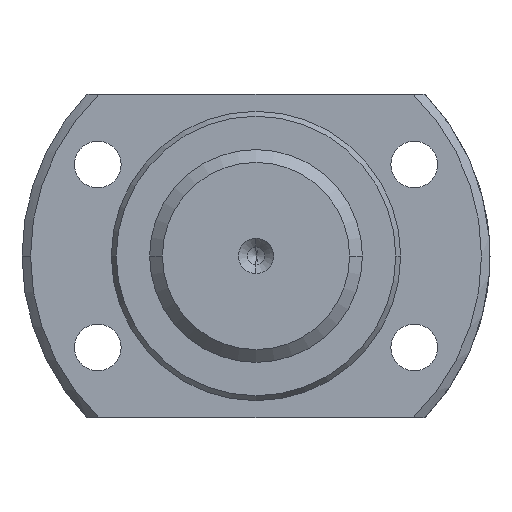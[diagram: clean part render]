
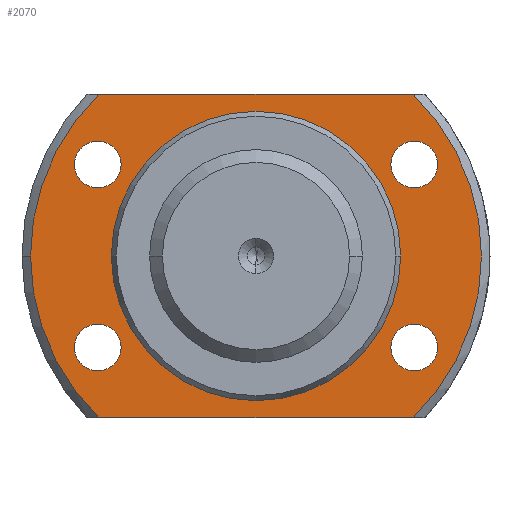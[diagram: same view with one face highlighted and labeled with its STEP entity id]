
A CAD part, left-side view. The second image highlights one B-rep face of the part: STEP entity #2070.
In plain terms, the highlighted planar face has unit normal (-1, 0, 0).
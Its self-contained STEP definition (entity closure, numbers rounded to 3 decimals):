
#21 = CIRCLE ( 'NONE', #2463, 26.5 ) ;
#60 = DIRECTION ( 'NONE',  ( 1., 0., 0. ) ) ;
#64 = VERTEX_POINT ( 'NONE', #2630 ) ;
#69 = EDGE_LOOP ( 'NONE', ( #3161, #1941, #973, #1889, #1307 ) ) ;
#88 = EDGE_CURVE ( 'NONE', #1515, #3094, #1108, .T. ) ;
#111 = CARTESIAN_POINT ( 'NONE',  ( 12.5, 18.473, -19. ) ) ;
#192 = VECTOR ( 'NONE', #1540, 1000. ) ;
#196 = ORIENTED_EDGE ( 'NONE', *, *, #3196, .T. ) ;
#203 = CIRCLE ( 'NONE', #1706, 2.75 ) ;
#219 = DIRECTION ( 'NONE',  ( 0., 1., 0. ) ) ;
#250 = CIRCLE ( 'NONE', #718, 2.75 ) ;
#253 = CARTESIAN_POINT ( 'NONE',  ( 12.5, 0., 0. ) ) ;
#262 = CARTESIAN_POINT ( 'NONE',  ( 12.5, -18.6, 10.75 ) ) ;
#269 = LINE ( 'NONE', #2046, #1187 ) ;
#323 = FACE_BOUND ( 'NONE', #1317, .T. ) ;
#376 = CARTESIAN_POINT ( 'NONE',  ( 12.5, -15.85, -10.75 ) ) ;
#386 = ORIENTED_EDGE ( 'NONE', *, *, #884, .T. ) ;
#391 = AXIS2_PLACEMENT_3D ( 'NONE', #2944, #1006, #2680 ) ;
#405 = AXIS2_PLACEMENT_3D ( 'NONE', #911, #1895, #2916 ) ;
#422 = EDGE_CURVE ( 'NONE', #2402, #64, #21, .T. ) ;
#453 = CARTESIAN_POINT ( 'NONE',  ( 12.5, 21.35, 10.75 ) ) ;
#461 = CIRCLE ( 'NONE', #405, 2.75 ) ;
#527 = DIRECTION ( 'NONE',  ( 0., 1., 0. ) ) ;
#533 = DIRECTION ( 'NONE',  ( 0., 1., 0. ) ) ;
#566 = ORIENTED_EDGE ( 'NONE', *, *, #2133, .T. ) ;
#626 = CARTESIAN_POINT ( 'NONE',  ( 12.5, 15.85, 10.75 ) ) ;
#632 = VERTEX_POINT ( 'NONE', #812 ) ;
#685 = CARTESIAN_POINT ( 'NONE',  ( 12.5, -15.85, 10.75 ) ) ;
#718 = AXIS2_PLACEMENT_3D ( 'NONE', #1543, #2291, #3183 ) ;
#728 = DIRECTION ( 'NONE',  ( 1., 0., 0. ) ) ;
#732 = VERTEX_POINT ( 'NONE', #2407 ) ;
#744 = EDGE_CURVE ( 'NONE', #732, #2910, #756, .T. ) ;
#755 = DIRECTION ( 'NONE',  ( 0., -1., 0. ) ) ;
#756 = CIRCLE ( 'NONE', #963, 17. ) ;
#811 = FACE_OUTER_BOUND ( 'NONE', #69, .T. ) ;
#812 = CARTESIAN_POINT ( 'NONE',  ( 12.5, -21.35, 10.75 ) ) ;
#843 = VERTEX_POINT ( 'NONE', #1712 ) ;
#845 = DIRECTION ( 'NONE',  ( 0., 1., 0. ) ) ;
#860 = ORIENTED_EDGE ( 'NONE', *, *, #88, .T. ) ;
#873 = DIRECTION ( 'NONE',  ( 0., 1., 0. ) ) ;
#884 = EDGE_CURVE ( 'NONE', #843, #1354, #1640, .T. ) ;
#911 = CARTESIAN_POINT ( 'NONE',  ( 12.5, 18.6, 10.75 ) ) ;
#916 = DIRECTION ( 'NONE',  ( 1., 0., 0. ) ) ;
#920 = EDGE_CURVE ( 'NONE', #1326, #64, #2425, .T. ) ;
#932 = CIRCLE ( 'NONE', #3173, 26.5 ) ;
#962 = EDGE_CURVE ( 'NONE', #1354, #843, #2262, .T. ) ;
#963 = AXIS2_PLACEMENT_3D ( 'NONE', #1154, #1190, #219 ) ;
#973 = ORIENTED_EDGE ( 'NONE', *, *, #2609, .F. ) ;
#979 = CIRCLE ( 'NONE', #1755, 2.75 ) ;
#997 = DIRECTION ( 'NONE',  ( 1., 0., 0. ) ) ;
#1001 = DIRECTION ( 'NONE',  ( 1., 0., 0. ) ) ;
#1006 = DIRECTION ( 'NONE',  ( 1., 0., 0. ) ) ;
#1065 = AXIS2_PLACEMENT_3D ( 'NONE', #2637, #916, #2397 ) ;
#1070 = FACE_BOUND ( 'NONE', #2628, .T. ) ;
#1108 = CIRCLE ( 'NONE', #2721, 2.75 ) ;
#1154 = CARTESIAN_POINT ( 'NONE',  ( 12.5, 0., 0. ) ) ;
#1172 = CIRCLE ( 'NONE', #2108, 2.75 ) ;
#1187 = VECTOR ( 'NONE', #755, 1000. ) ;
#1190 = DIRECTION ( 'NONE',  ( 1., 0., 0. ) ) ;
#1226 = CARTESIAN_POINT ( 'NONE',  ( 12.5, 0., 0. ) ) ;
#1238 = AXIS2_PLACEMENT_3D ( 'NONE', #2140, #2071, #3140 ) ;
#1276 = CARTESIAN_POINT ( 'NONE',  ( 12.5, -21.35, -10.75 ) ) ;
#1307 = ORIENTED_EDGE ( 'NONE', *, *, #422, .F. ) ;
#1314 = FACE_BOUND ( 'NONE', #3176, .T. ) ;
#1317 = EDGE_LOOP ( 'NONE', ( #2979, #2866 ) ) ;
#1326 = VERTEX_POINT ( 'NONE', #111 ) ;
#1332 = FACE_BOUND ( 'NONE', #2232, .T. ) ;
#1349 = VERTEX_POINT ( 'NONE', #453 ) ;
#1354 = VERTEX_POINT ( 'NONE', #1461 ) ;
#1397 = CARTESIAN_POINT ( 'NONE',  ( 12.5, -18.6, -10.75 ) ) ;
#1449 = AXIS2_PLACEMENT_3D ( 'NONE', #2561, #60, #845 ) ;
#1461 = CARTESIAN_POINT ( 'NONE',  ( 12.5, 15.85, -10.75 ) ) ;
#1462 = EDGE_CURVE ( 'NONE', #1686, #1349, #1172, .T. ) ;
#1515 = VERTEX_POINT ( 'NONE', #1276 ) ;
#1540 = DIRECTION ( 'NONE',  ( 0., -1., 0. ) ) ;
#1543 = CARTESIAN_POINT ( 'NONE',  ( 12.5, -18.6, -10.75 ) ) ;
#1623 = VERTEX_POINT ( 'NONE', #2804 ) ;
#1640 = CIRCLE ( 'NONE', #1065, 2.75 ) ;
#1686 = VERTEX_POINT ( 'NONE', #626 ) ;
#1706 = AXIS2_PLACEMENT_3D ( 'NONE', #2641, #1885, #873 ) ;
#1712 = CARTESIAN_POINT ( 'NONE',  ( 12.5, 21.35, -10.75 ) ) ;
#1755 = AXIS2_PLACEMENT_3D ( 'NONE', #262, #1980, #533 ) ;
#1771 = DIRECTION ( 'NONE',  ( 0., 1., 0. ) ) ;
#1885 = DIRECTION ( 'NONE',  ( 1., 0., 0. ) ) ;
#1889 = ORIENTED_EDGE ( 'NONE', *, *, #920, .T. ) ;
#1895 = DIRECTION ( 'NONE',  ( 1., 0., 0. ) ) ;
#1941 = ORIENTED_EDGE ( 'NONE', *, *, #3158, .F. ) ;
#1957 = CARTESIAN_POINT ( 'NONE',  ( 12.5, 18.6, 10.75 ) ) ;
#1980 = DIRECTION ( 'NONE',  ( 1., 0., 0. ) ) ;
#2039 = FACE_BOUND ( 'NONE', #2782, .T. ) ;
#2046 = CARTESIAN_POINT ( 'NONE',  ( 12.5, -17., 19. ) ) ;
#2070 = ADVANCED_FACE ( 'NONE', ( #1332, #323, #1070, #1314, #2039, #811 ), #2326, .F. ) ;
#2071 = DIRECTION ( 'NONE',  ( 1., 0., 0. ) ) ;
#2108 = AXIS2_PLACEMENT_3D ( 'NONE', #1957, #1001, #3175 ) ;
#2133 = EDGE_CURVE ( 'NONE', #3094, #1515, #250, .T. ) ;
#2140 = CARTESIAN_POINT ( 'NONE',  ( 12.5, 0., 0. ) ) ;
#2186 = CARTESIAN_POINT ( 'NONE',  ( 12.5, -17., -19. ) ) ;
#2232 = EDGE_LOOP ( 'NONE', ( #2817, #2597 ) ) ;
#2262 = CIRCLE ( 'NONE', #391, 2.75 ) ;
#2273 = EDGE_CURVE ( 'NONE', #1349, #1686, #461, .T. ) ;
#2279 = VERTEX_POINT ( 'NONE', #2895 ) ;
#2280 = CIRCLE ( 'NONE', #2959, 17. ) ;
#2291 = DIRECTION ( 'NONE',  ( 1., 0., 0. ) ) ;
#2304 = VERTEX_POINT ( 'NONE', #685 ) ;
#2326 = PLANE ( 'NONE',  #1449 ) ;
#2392 = DIRECTION ( 'NONE',  ( 1., 0., 0. ) ) ;
#2397 = DIRECTION ( 'NONE',  ( 0., 1., 0. ) ) ;
#2402 = VERTEX_POINT ( 'NONE', #2764 ) ;
#2407 = CARTESIAN_POINT ( 'NONE',  ( 12.5, -17., 0. ) ) ;
#2409 = EDGE_CURVE ( 'NONE', #2304, #632, #979, .T. ) ;
#2425 = LINE ( 'NONE', #2186, #192 ) ;
#2463 = AXIS2_PLACEMENT_3D ( 'NONE', #2767, #997, #2715 ) ;
#2495 = DIRECTION ( 'NONE',  ( 1., 0., 0. ) ) ;
#2497 = EDGE_CURVE ( 'NONE', #632, #2304, #203, .T. ) ;
#2561 = CARTESIAN_POINT ( 'NONE',  ( 12.5, -17., 0. ) ) ;
#2597 = ORIENTED_EDGE ( 'NONE', *, *, #1462, .T. ) ;
#2609 = EDGE_CURVE ( 'NONE', #1326, #1623, #3115, .T. ) ;
#2628 = EDGE_LOOP ( 'NONE', ( #566, #860 ) ) ;
#2630 = CARTESIAN_POINT ( 'NONE',  ( 12.5, -18.473, -19. ) ) ;
#2637 = CARTESIAN_POINT ( 'NONE',  ( 12.5, 18.6, -10.75 ) ) ;
#2641 = CARTESIAN_POINT ( 'NONE',  ( 12.5, -18.6, 10.75 ) ) ;
#2680 = DIRECTION ( 'NONE',  ( 0., 1., 0. ) ) ;
#2715 = DIRECTION ( 'NONE',  ( 0., 1., 0. ) ) ;
#2721 = AXIS2_PLACEMENT_3D ( 'NONE', #1397, #2392, #3191 ) ;
#2764 = CARTESIAN_POINT ( 'NONE',  ( 12.5, -18.473, 19. ) ) ;
#2767 = CARTESIAN_POINT ( 'NONE',  ( 12.5, 0., 0. ) ) ;
#2771 = CARTESIAN_POINT ( 'NONE',  ( 12.5, 17., 0. ) ) ;
#2782 = EDGE_LOOP ( 'NONE', ( #196, #2997 ) ) ;
#2804 = CARTESIAN_POINT ( 'NONE',  ( 12.5, 26.5, 0. ) ) ;
#2817 = ORIENTED_EDGE ( 'NONE', *, *, #2273, .T. ) ;
#2842 = ORIENTED_EDGE ( 'NONE', *, *, #962, .T. ) ;
#2849 = EDGE_CURVE ( 'NONE', #2279, #2402, #269, .T. ) ;
#2866 = ORIENTED_EDGE ( 'NONE', *, *, #2497, .T. ) ;
#2895 = CARTESIAN_POINT ( 'NONE',  ( 12.5, 18.473, 19. ) ) ;
#2910 = VERTEX_POINT ( 'NONE', #2771 ) ;
#2916 = DIRECTION ( 'NONE',  ( 0., 1., 0. ) ) ;
#2944 = CARTESIAN_POINT ( 'NONE',  ( 12.5, 18.6, -10.75 ) ) ;
#2959 = AXIS2_PLACEMENT_3D ( 'NONE', #1226, #728, #1771 ) ;
#2979 = ORIENTED_EDGE ( 'NONE', *, *, #2409, .T. ) ;
#2997 = ORIENTED_EDGE ( 'NONE', *, *, #744, .T. ) ;
#3094 = VERTEX_POINT ( 'NONE', #376 ) ;
#3115 = CIRCLE ( 'NONE', #1238, 26.5 ) ;
#3140 = DIRECTION ( 'NONE',  ( 0., 1., 0. ) ) ;
#3158 = EDGE_CURVE ( 'NONE', #1623, #2279, #932, .T. ) ;
#3161 = ORIENTED_EDGE ( 'NONE', *, *, #2849, .F. ) ;
#3173 = AXIS2_PLACEMENT_3D ( 'NONE', #253, #2495, #527 ) ;
#3175 = DIRECTION ( 'NONE',  ( 0., 1., 0. ) ) ;
#3176 = EDGE_LOOP ( 'NONE', ( #386, #2842 ) ) ;
#3183 = DIRECTION ( 'NONE',  ( 0., 1., 0. ) ) ;
#3191 = DIRECTION ( 'NONE',  ( 0., 1., 0. ) ) ;
#3196 = EDGE_CURVE ( 'NONE', #2910, #732, #2280, .T. ) ;
